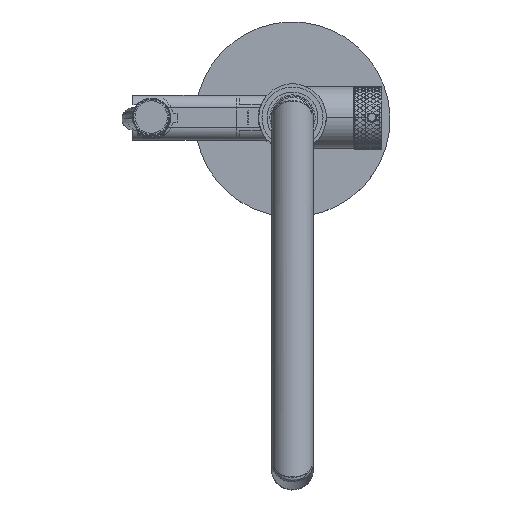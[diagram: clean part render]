
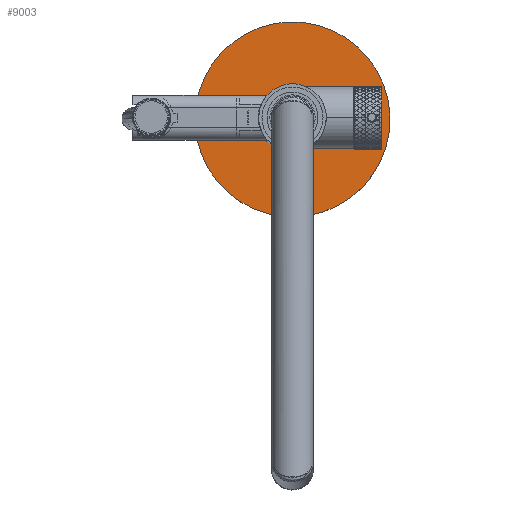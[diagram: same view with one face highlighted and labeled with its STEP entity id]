
A CAD part, top view. The second image highlights one B-rep face of the part: STEP entity #9003.
In plain terms, the highlighted planar face has unit normal (0, 0, 1).
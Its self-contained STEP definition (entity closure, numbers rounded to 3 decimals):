
#9003=ADVANCED_FACE('',(#17632),#111439,.T.);
#17632=FACE_OUTER_BOUND('',#25236,.T.);
#25236=EDGE_LOOP('',(#53292,#53293));
#53292=ORIENTED_EDGE('',*,*,#75451,.F.);
#53293=ORIENTED_EDGE('',*,*,#75447,.F.);
#75447=EDGE_CURVE('',#104397,#104399,#81827,.T.);
#75451=EDGE_CURVE('',#104399,#104397,#81831,.T.);
#81827=(
BOUNDED_CURVE()
B_SPLINE_CURVE(2,(#278047,#278048,#278049,#278050,#278051),
 .UNSPECIFIED.,.F.,.F.)
B_SPLINE_CURVE_WITH_KNOTS((3,2,3),(-408.407,-306.305,
-204.204),.UNSPECIFIED.)
CURVE()
GEOMETRIC_REPRESENTATION_ITEM()
RATIONAL_B_SPLINE_CURVE((1.,0.707,1.,0.707,1.))
REPRESENTATION_ITEM('')
);
#81831=(
BOUNDED_CURVE()
B_SPLINE_CURVE(2,(#278061,#278062,#278063,#278064,#278065),
 .UNSPECIFIED.,.F.,.F.)
B_SPLINE_CURVE_WITH_KNOTS((3,2,3),(-204.204,-102.102,
0.),.UNSPECIFIED.)
CURVE()
GEOMETRIC_REPRESENTATION_ITEM()
RATIONAL_B_SPLINE_CURVE((1.,0.707,1.,0.707,1.))
REPRESENTATION_ITEM('')
);
#104397=VERTEX_POINT('',#278043);
#104399=VERTEX_POINT('',#278045);
#111439=PLANE('',#114934);
#114934=AXIS2_PLACEMENT_3D('',#278040,#118285,$);
#118285=DIRECTION('',(0.,0.,1.));
#278040=CARTESIAN_POINT('',(5828.25,-484.733,-334.282));
#278043=CARTESIAN_POINT('',(5812.,-403.483,-334.282));
#278045=CARTESIAN_POINT('',(5682.,-403.483,-334.282));
#278047=CARTESIAN_POINT('',(5812.,-403.483,-334.282));
#278048=CARTESIAN_POINT('',(5812.,-468.483,-334.282));
#278049=CARTESIAN_POINT('',(5747.,-468.483,-334.282));
#278050=CARTESIAN_POINT('',(5682.,-468.483,-334.282));
#278051=CARTESIAN_POINT('',(5682.,-403.483,-334.282));
#278061=CARTESIAN_POINT('',(5682.,-403.483,-334.282));
#278062=CARTESIAN_POINT('',(5682.,-338.483,-334.282));
#278063=CARTESIAN_POINT('',(5747.,-338.483,-334.282));
#278064=CARTESIAN_POINT('',(5812.,-338.483,-334.282));
#278065=CARTESIAN_POINT('',(5812.,-403.483,-334.282));
